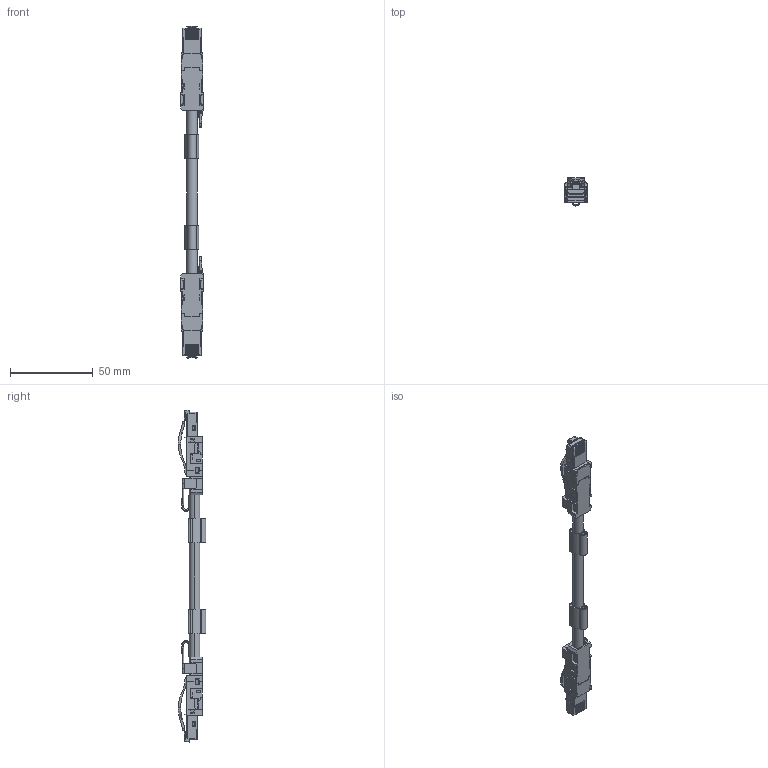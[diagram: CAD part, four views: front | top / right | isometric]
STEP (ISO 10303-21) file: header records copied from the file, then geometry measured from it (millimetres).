
FILE_DESCRIPTION(('CATIA V5 STEP Exchange','CAx-IF Rec.Pracs.--- Model Styling and Organization---1.5--- 2016-08-15','CAx-IF Rec.Pracs.---Supplemental Geometry---1.0---2011-11-01','CAx-IF Rec.Pracs.--- Composite Materials ---1.1---2010-07-15'),'2;1');
FILE_NAME ('373039-2_0', '2025-10-21T06:16:51+00:00', ('none'), ('Weidmueller'), 'CATIA Version 5-6 Release 2024 SP4', 'CATIA V5 STEP AP214 v3', 'none');
FILE_SCHEMA(('AUTOMOTIVE_DESIGN { 1 0 10303 214 1 1 1 1 }'));
Products named in the file (1): 1376510000
Bounding box: 13.7 x 16.74 x 200.57 mm (x, y, z)
Volume: 11848.7 mm3; surface area: 16958 mm2
Topology: 1 solids, 1 shells, 2054 faces, 6073 edges, 3938 vertices
Faces by surface type: plane 1745, cylinder 258, bspline 26, torus 11, cone 6, extrusion 4, sphere 4
Full cylindrical faces by diameter (mm): 0.7 x1
Entity records: 66729 total; most frequent: CARTESIAN_POINT 15971, ORIENTED_EDGE 12136, DIRECTION 7530, EDGE_CURVE 6068, VECTOR 5380, LINE 5376, VERTEX_POINT 3938, EDGE_LOOP 2152
